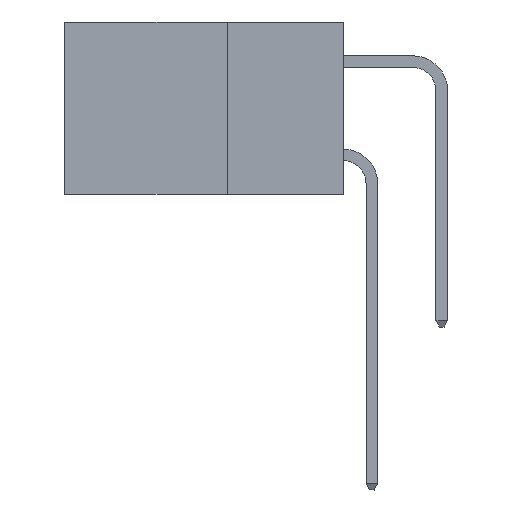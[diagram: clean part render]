
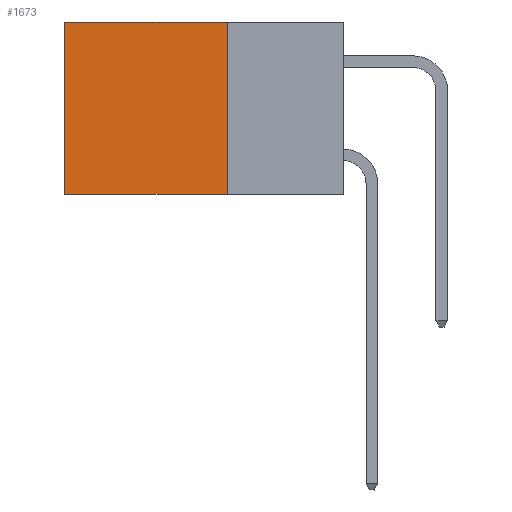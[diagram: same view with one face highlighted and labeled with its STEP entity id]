
A CAD part, left-side view. The second image highlights one B-rep face of the part: STEP entity #1673.
In plain terms, the highlighted planar face has unit normal (-1, 0, 0).
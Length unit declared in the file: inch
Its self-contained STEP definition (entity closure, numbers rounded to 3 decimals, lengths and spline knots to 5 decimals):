
#1082 = DIRECTION ( 'NONE',  ( 0., 1., 0. ) ) ;
#1673 = ADVANCED_FACE ( 'NONE', ( #15055 ), #11955, .F. ) ;
#3163 = DIRECTION ( 'NONE',  ( 0., 0., -1. ) ) ;
#3688 = LINE ( 'NONE', #9760, #15128 ) ;
#3937 = CARTESIAN_POINT ( 'NONE',  ( 0.2615, 0.25, -0.37 ) ) ;
#4368 = DIRECTION ( 'NONE',  ( 1., 0., 0. ) ) ;
#4975 = EDGE_CURVE ( 'NONE', #18552, #14652, #10736, .T. ) ;
#5079 = DIRECTION ( 'NONE',  ( 0., 1., 0. ) ) ;
#5464 = DIRECTION ( 'NONE',  ( 0., 0., -1. ) ) ;
#5778 = ORIENTED_EDGE ( 'NONE', *, *, #14202, .T. ) ;
#5865 = CARTESIAN_POINT ( 'NONE',  ( 0.2615, 0.25, -0.37 ) ) ;
#6151 = ORIENTED_EDGE ( 'NONE', *, *, #4975, .F. ) ;
#7695 = VERTEX_POINT ( 'NONE', #17445 ) ;
#8059 = CARTESIAN_POINT ( 'NONE',  ( 0.2615, 0.25, 0. ) ) ;
#8449 = CARTESIAN_POINT ( 'NONE',  ( 0.2615, 0.6, -0.37 ) ) ;
#8641 = LINE ( 'NONE', #8449, #15241 ) ;
#8654 = CARTESIAN_POINT ( 'NONE',  ( 0.2615, 0.25, -0.37 ) ) ;
#8657 = LINE ( 'NONE', #14764, #9375 ) ;
#8704 = VECTOR ( 'NONE', #3163, 39.37008 ) ;
#8760 = DIRECTION ( 'NONE',  ( 0., 0., -1. ) ) ;
#9375 = VECTOR ( 'NONE', #1082, 39.37008 ) ;
#9760 = CARTESIAN_POINT ( 'NONE',  ( 0.2615, 0.25, -0.37 ) ) ;
#9795 = EDGE_LOOP ( 'NONE', ( #5778, #16974, #6151, #12346 ) ) ;
#10464 = EDGE_CURVE ( 'NONE', #14652, #7695, #3688, .T. ) ;
#10602 = EDGE_CURVE ( 'NONE', #18552, #15331, #8657, .T. ) ;
#10736 = LINE ( 'NONE', #5865, #8704 ) ;
#11955 = PLANE ( 'NONE',  #17684 ) ;
#12346 = ORIENTED_EDGE ( 'NONE', *, *, #10602, .T. ) ;
#14202 = EDGE_CURVE ( 'NONE', #15331, #7695, #8641, .T. ) ;
#14652 = VERTEX_POINT ( 'NONE', #3937 ) ;
#14764 = CARTESIAN_POINT ( 'NONE',  ( 0.2615, 0.25, 0. ) ) ;
#15055 = FACE_OUTER_BOUND ( 'NONE', #9795, .T. ) ;
#15128 = VECTOR ( 'NONE', #5079, 39.37008 ) ;
#15241 = VECTOR ( 'NONE', #5464, 39.37008 ) ;
#15331 = VERTEX_POINT ( 'NONE', #16693 ) ;
#16693 = CARTESIAN_POINT ( 'NONE',  ( 0.2615, 0.6, 0. ) ) ;
#16974 = ORIENTED_EDGE ( 'NONE', *, *, #10464, .F. ) ;
#17445 = CARTESIAN_POINT ( 'NONE',  ( 0.2615, 0.6, -0.37 ) ) ;
#17684 = AXIS2_PLACEMENT_3D ( 'NONE', #8654, #4368, #8760 ) ;
#18552 = VERTEX_POINT ( 'NONE', #8059 ) ;
